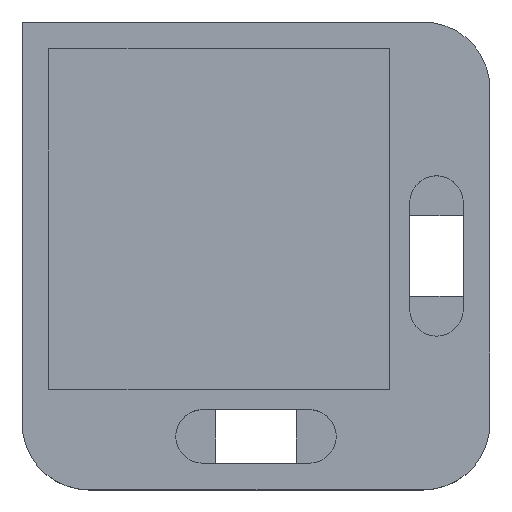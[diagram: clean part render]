
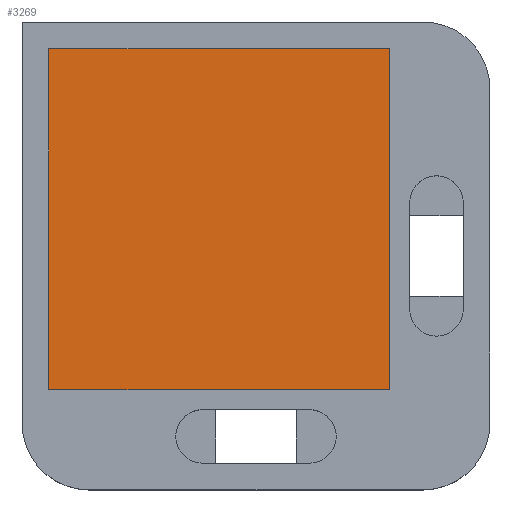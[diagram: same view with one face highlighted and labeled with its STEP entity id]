
A CAD part, top view. The second image highlights one B-rep face of the part: STEP entity #3269.
In plain terms, the highlighted planar face has unit normal (0, 0, 1).
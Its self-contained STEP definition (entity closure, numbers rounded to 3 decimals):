
#2070 = PLANE('',#2071);
#2071 = AXIS2_PLACEMENT_3D('',#2072,#2073,#2074);
#2072 = CARTESIAN_POINT('',(-15.5,-10.,2.5));
#2073 = DIRECTION('',(0.,-1.,0.));
#2074 = DIRECTION('',(1.,0.,0.));
#2098 = PLANE('',#2099);
#2099 = AXIS2_PLACEMENT_3D('',#2100,#2101,#2102);
#2100 = CARTESIAN_POINT('',(-15.5,-10.,2.5));
#2101 = DIRECTION('',(1.,0.,0.));
#2102 = DIRECTION('',(-0.,1.,0.));
#2126 = PLANE('',#2127);
#2127 = AXIS2_PLACEMENT_3D('',#2128,#2129,#2130);
#2128 = CARTESIAN_POINT('',(-15.5,15.5,2.5));
#2129 = DIRECTION('',(0.,-1.,0.));
#2130 = DIRECTION('',(1.,0.,0.));
#2152 = PLANE('',#2153);
#2153 = AXIS2_PLACEMENT_3D('',#2154,#2155,#2156);
#2154 = CARTESIAN_POINT('',(10.,-10.,2.5));
#2155 = DIRECTION('',(1.,0.,0.));
#2156 = DIRECTION('',(-0.,1.,0.));
#3047 = VERTEX_POINT('',#3048);
#3048 = CARTESIAN_POINT('',(-15.5,-10.,0.7));
#3069 = EDGE_CURVE('',#3047,#3070,#3072,.T.);
#3070 = VERTEX_POINT('',#3071);
#3071 = CARTESIAN_POINT('',(10.,-10.,0.7));
#3072 = SURFACE_CURVE('',#3073,(#3077,#3084),.PCURVE_S1.);
#3073 = LINE('',#3074,#3075);
#3074 = CARTESIAN_POINT('',(-2.75,-10.,0.7));
#3075 = VECTOR('',#3076,1.);
#3076 = DIRECTION('',(1.,0.,0.));
#3077 = PCURVE('',#2070,#3078);
#3078 = DEFINITIONAL_REPRESENTATION('',(#3079),#3083);
#3079 = LINE('',#3080,#3081);
#3080 = CARTESIAN_POINT('',(12.75,-1.8));
#3081 = VECTOR('',#3082,1.);
#3082 = DIRECTION('',(1.,0.));
#3083 = ( GEOMETRIC_REPRESENTATION_CONTEXT(2) 
PARAMETRIC_REPRESENTATION_CONTEXT() REPRESENTATION_CONTEXT('2D SPACE',''
  ) );
#3084 = PCURVE('',#3085,#3090);
#3085 = PLANE('',#3086);
#3086 = AXIS2_PLACEMENT_3D('',#3087,#3088,#3089);
#3087 = CARTESIAN_POINT('',(-2.75,2.75,0.7));
#3088 = DIRECTION('',(0.,0.,1.));
#3089 = DIRECTION('',(1.,0.,0.));
#3090 = DEFINITIONAL_REPRESENTATION('',(#3091),#3095);
#3091 = LINE('',#3092,#3093);
#3092 = CARTESIAN_POINT('',(0.,-12.75));
#3093 = VECTOR('',#3094,1.);
#3094 = DIRECTION('',(1.,0.));
#3095 = ( GEOMETRIC_REPRESENTATION_CONTEXT(2) 
PARAMETRIC_REPRESENTATION_CONTEXT() REPRESENTATION_CONTEXT('2D SPACE',''
  ) );
#3123 = EDGE_CURVE('',#3047,#3124,#3126,.T.);
#3124 = VERTEX_POINT('',#3125);
#3125 = CARTESIAN_POINT('',(-15.5,15.5,0.7));
#3126 = SURFACE_CURVE('',#3127,(#3131,#3138),.PCURVE_S1.);
#3127 = LINE('',#3128,#3129);
#3128 = CARTESIAN_POINT('',(-15.5,2.75,0.7));
#3129 = VECTOR('',#3130,1.);
#3130 = DIRECTION('',(0.,1.,0.));
#3131 = PCURVE('',#2098,#3132);
#3132 = DEFINITIONAL_REPRESENTATION('',(#3133),#3137);
#3133 = LINE('',#3134,#3135);
#3134 = CARTESIAN_POINT('',(12.75,-1.8));
#3135 = VECTOR('',#3136,1.);
#3136 = DIRECTION('',(1.,0.));
#3137 = ( GEOMETRIC_REPRESENTATION_CONTEXT(2) 
PARAMETRIC_REPRESENTATION_CONTEXT() REPRESENTATION_CONTEXT('2D SPACE',''
  ) );
#3138 = PCURVE('',#3085,#3139);
#3139 = DEFINITIONAL_REPRESENTATION('',(#3140),#3144);
#3140 = LINE('',#3141,#3142);
#3141 = CARTESIAN_POINT('',(-12.75,0.));
#3142 = VECTOR('',#3143,1.);
#3143 = DIRECTION('',(0.,1.));
#3144 = ( GEOMETRIC_REPRESENTATION_CONTEXT(2) 
PARAMETRIC_REPRESENTATION_CONTEXT() REPRESENTATION_CONTEXT('2D SPACE',''
  ) );
#3172 = EDGE_CURVE('',#3124,#3173,#3175,.T.);
#3173 = VERTEX_POINT('',#3174);
#3174 = CARTESIAN_POINT('',(10.,15.5,0.7));
#3175 = SURFACE_CURVE('',#3176,(#3180,#3187),.PCURVE_S1.);
#3176 = LINE('',#3177,#3178);
#3177 = CARTESIAN_POINT('',(-2.75,15.5,0.7));
#3178 = VECTOR('',#3179,1.);
#3179 = DIRECTION('',(1.,0.,0.));
#3180 = PCURVE('',#2126,#3181);
#3181 = DEFINITIONAL_REPRESENTATION('',(#3182),#3186);
#3182 = LINE('',#3183,#3184);
#3183 = CARTESIAN_POINT('',(12.75,-1.8));
#3184 = VECTOR('',#3185,1.);
#3185 = DIRECTION('',(1.,0.));
#3186 = ( GEOMETRIC_REPRESENTATION_CONTEXT(2) 
PARAMETRIC_REPRESENTATION_CONTEXT() REPRESENTATION_CONTEXT('2D SPACE',''
  ) );
#3187 = PCURVE('',#3085,#3188);
#3188 = DEFINITIONAL_REPRESENTATION('',(#3189),#3193);
#3189 = LINE('',#3190,#3191);
#3190 = CARTESIAN_POINT('',(0.,12.75));
#3191 = VECTOR('',#3192,1.);
#3192 = DIRECTION('',(1.,0.));
#3193 = ( GEOMETRIC_REPRESENTATION_CONTEXT(2) 
PARAMETRIC_REPRESENTATION_CONTEXT() REPRESENTATION_CONTEXT('2D SPACE',''
  ) );
#3221 = EDGE_CURVE('',#3070,#3173,#3222,.T.);
#3222 = SURFACE_CURVE('',#3223,(#3227,#3234),.PCURVE_S1.);
#3223 = LINE('',#3224,#3225);
#3224 = CARTESIAN_POINT('',(10.,2.75,0.7));
#3225 = VECTOR('',#3226,1.);
#3226 = DIRECTION('',(0.,1.,0.));
#3227 = PCURVE('',#2152,#3228);
#3228 = DEFINITIONAL_REPRESENTATION('',(#3229),#3233);
#3229 = LINE('',#3230,#3231);
#3230 = CARTESIAN_POINT('',(12.75,-1.8));
#3231 = VECTOR('',#3232,1.);
#3232 = DIRECTION('',(1.,0.));
#3233 = ( GEOMETRIC_REPRESENTATION_CONTEXT(2) 
PARAMETRIC_REPRESENTATION_CONTEXT() REPRESENTATION_CONTEXT('2D SPACE',''
  ) );
#3234 = PCURVE('',#3085,#3235);
#3235 = DEFINITIONAL_REPRESENTATION('',(#3236),#3240);
#3236 = LINE('',#3237,#3238);
#3237 = CARTESIAN_POINT('',(12.75,0.));
#3238 = VECTOR('',#3239,1.);
#3239 = DIRECTION('',(0.,1.));
#3240 = ( GEOMETRIC_REPRESENTATION_CONTEXT(2) 
PARAMETRIC_REPRESENTATION_CONTEXT() REPRESENTATION_CONTEXT('2D SPACE',''
  ) );
#3269 = ADVANCED_FACE('',(#3270),#3085,.T.);
#3270 = FACE_BOUND('',#3271,.T.);
#3271 = EDGE_LOOP('',(#3272,#3273,#3274,#3275));
#3272 = ORIENTED_EDGE('',*,*,#3123,.F.);
#3273 = ORIENTED_EDGE('',*,*,#3069,.T.);
#3274 = ORIENTED_EDGE('',*,*,#3221,.T.);
#3275 = ORIENTED_EDGE('',*,*,#3172,.F.);
